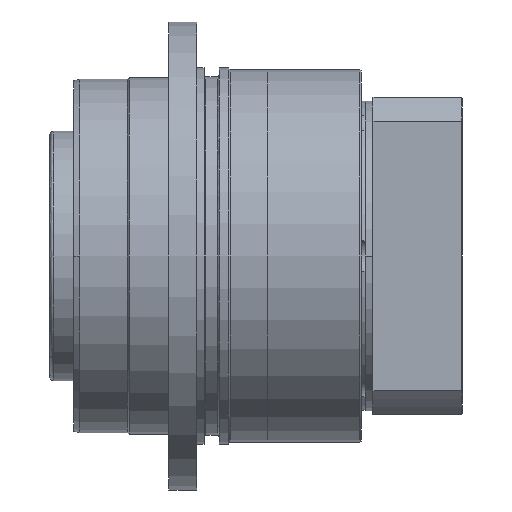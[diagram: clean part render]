
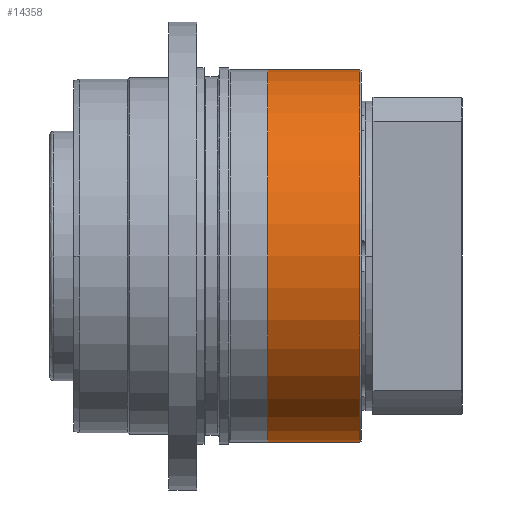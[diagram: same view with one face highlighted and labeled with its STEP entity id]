
A CAD part, front view. The second image highlights one B-rep face of the part: STEP entity #14358.
In plain terms, the highlighted cylindrical face has radius 47 mm (diameter 94 mm), a partial arc.
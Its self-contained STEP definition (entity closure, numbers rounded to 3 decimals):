
#85 = EDGE_LOOP ( 'NONE', ( #9663, #812, #7093, #2271, #13760 ) ) ;
#372 = EDGE_CURVE ( 'NONE', #8562, #17072, #3074, .T. ) ;
#378 = DIRECTION ( 'NONE',  ( 0., 0., 1. ) ) ;
#440 = DIRECTION ( 'NONE',  ( 0., 0., 1. ) ) ;
#812 = ORIENTED_EDGE ( 'NONE', *, *, #372, .T. ) ;
#1639 = CARTESIAN_POINT ( 'NONE',  ( 26.7, 0., -47. ) ) ;
#2200 = CARTESIAN_POINT ( 'NONE',  ( 26.7, 0., 0. ) ) ;
#2271 = ORIENTED_EDGE ( 'NONE', *, *, #14705, .T. ) ;
#2457 = CIRCLE ( 'NONE', #6822, 47. ) ;
#3074 = CIRCLE ( 'NONE', #20182, 47. ) ;
#3451 = DIRECTION ( 'NONE',  ( -1., 0., 0. ) ) ;
#3538 = AXIS2_PLACEMENT_3D ( 'NONE', #12532, #13894, #440 ) ;
#4622 = EDGE_CURVE ( 'NONE', #18067, #15007, #2457, .T. ) ;
#5232 = FACE_OUTER_BOUND ( 'NONE', #85, .T. ) ;
#5580 = CYLINDRICAL_SURFACE ( 'NONE', #3538, 47. ) ;
#6533 = CARTESIAN_POINT ( 'NONE',  ( 26.7, 0., 0. ) ) ;
#6822 = AXIS2_PLACEMENT_3D ( 'NONE', #11590, #13527, #21958 ) ;
#7093 = ORIENTED_EDGE ( 'NONE', *, *, #15675, .T. ) ;
#7956 = AXIS2_PLACEMENT_3D ( 'NONE', #6533, #20439, #10059 ) ;
#8070 = LINE ( 'NONE', #8416, #21391 ) ;
#8369 = LINE ( 'NONE', #12222, #20719 ) ;
#8416 = CARTESIAN_POINT ( 'NONE',  ( 0., 0., 47. ) ) ;
#8562 = VERTEX_POINT ( 'NONE', #1639 ) ;
#9663 = ORIENTED_EDGE ( 'NONE', *, *, #11063, .F. ) ;
#10059 = DIRECTION ( 'NONE',  ( 0., 0., 1. ) ) ;
#11063 = EDGE_CURVE ( 'NONE', #8562, #18067, #8369, .T. ) ;
#11590 = CARTESIAN_POINT ( 'NONE',  ( 3.5, 0., 0. ) ) ;
#11644 = CARTESIAN_POINT ( 'NONE',  ( 26.7, 0., 47. ) ) ;
#12222 = CARTESIAN_POINT ( 'NONE',  ( 0., 0., -47. ) ) ;
#12318 = VERTEX_POINT ( 'NONE', #11644 ) ;
#12532 = CARTESIAN_POINT ( 'NONE',  ( 0., 0., 0. ) ) ;
#13527 = DIRECTION ( 'NONE',  ( -1., 0., 0. ) ) ;
#13760 = ORIENTED_EDGE ( 'NONE', *, *, #4622, .F. ) ;
#13894 = DIRECTION ( 'NONE',  ( -1., 0., 0. ) ) ;
#14358 = ADVANCED_FACE ( 'NONE', ( #5232 ), #5580, .T. ) ;
#14542 = CARTESIAN_POINT ( 'NONE',  ( 3.5, 0., 47. ) ) ;
#14705 = EDGE_CURVE ( 'NONE', #12318, #15007, #8070, .T. ) ;
#14866 = CIRCLE ( 'NONE', #7956, 47. ) ;
#15007 = VERTEX_POINT ( 'NONE', #14542 ) ;
#15358 = CARTESIAN_POINT ( 'NONE',  ( 26.7, -47., 0. ) ) ;
#15371 = DIRECTION ( 'NONE',  ( -1., 0., 0. ) ) ;
#15675 = EDGE_CURVE ( 'NONE', #17072, #12318, #14866, .T. ) ;
#16015 = DIRECTION ( 'NONE',  ( -1., 0., 0. ) ) ;
#16570 = CARTESIAN_POINT ( 'NONE',  ( 3.5, 0., -47. ) ) ;
#17072 = VERTEX_POINT ( 'NONE', #15358 ) ;
#18067 = VERTEX_POINT ( 'NONE', #16570 ) ;
#20182 = AXIS2_PLACEMENT_3D ( 'NONE', #2200, #16015, #378 ) ;
#20439 = DIRECTION ( 'NONE',  ( -1., 0., 0. ) ) ;
#20719 = VECTOR ( 'NONE', #3451, 1000. ) ;
#21391 = VECTOR ( 'NONE', #15371, 1000. ) ;
#21958 = DIRECTION ( 'NONE',  ( 0., 0., 1. ) ) ;
